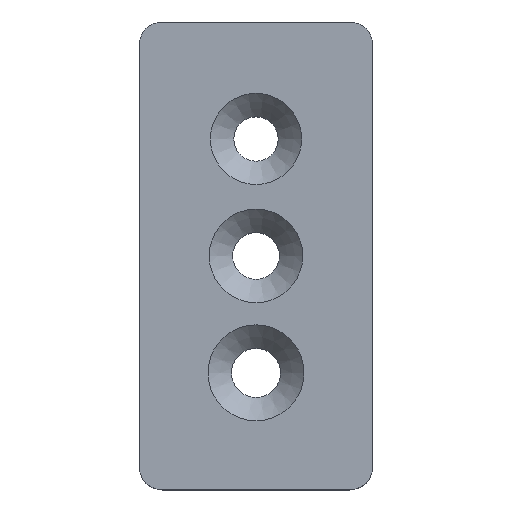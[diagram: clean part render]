
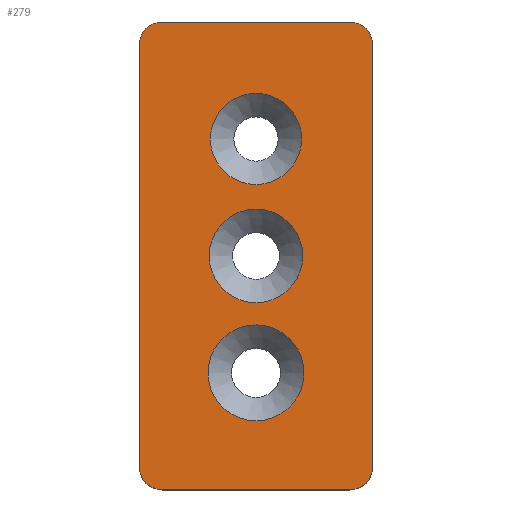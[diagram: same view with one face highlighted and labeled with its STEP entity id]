
A CAD part, top view. The second image highlights one B-rep face of the part: STEP entity #279.
In plain terms, the highlighted planar face has unit normal (0, 0, 1).
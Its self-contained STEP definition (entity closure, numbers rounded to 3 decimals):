
#22=FACE_BOUND('',#52,.T.);
#23=FACE_BOUND('',#53,.T.);
#24=FACE_BOUND('',#54,.T.);
#28=PLANE('',#311);
#35=FACE_OUTER_BOUND('',#51,.T.);
#51=EDGE_LOOP('',(#201,#202,#203,#204,#205,#206,#207,#208));
#52=EDGE_LOOP('',(#209));
#53=EDGE_LOOP('',(#210));
#54=EDGE_LOOP('',(#211));
#73=LINE('',#441,#95);
#74=LINE('',#445,#96);
#75=LINE('',#449,#97);
#76=LINE('',#453,#98);
#95=VECTOR('',#352,10.);
#96=VECTOR('',#355,10.);
#97=VECTOR('',#358,10.);
#98=VECTOR('',#361,10.);
#116=CIRCLE('',#309,0.975);
#118=CIRCLE('',#312,0.5);
#119=CIRCLE('',#313,0.5);
#120=CIRCLE('',#314,0.5);
#121=CIRCLE('',#315,0.5);
#122=CIRCLE('',#316,1.);
#123=CIRCLE('',#317,1.025);
#133=VERTEX_POINT('',#433);
#135=VERTEX_POINT('',#439);
#136=VERTEX_POINT('',#440);
#137=VERTEX_POINT('',#442);
#138=VERTEX_POINT('',#444);
#139=VERTEX_POINT('',#446);
#140=VERTEX_POINT('',#448);
#141=VERTEX_POINT('',#450);
#142=VERTEX_POINT('',#452);
#143=VERTEX_POINT('',#455);
#144=VERTEX_POINT('',#457);
#158=EDGE_CURVE('',#133,#133,#116,.T.);
#161=EDGE_CURVE('',#135,#136,#73,.T.);
#162=EDGE_CURVE('',#136,#137,#118,.T.);
#163=EDGE_CURVE('',#137,#138,#74,.T.);
#164=EDGE_CURVE('',#138,#139,#119,.T.);
#165=EDGE_CURVE('',#139,#140,#75,.T.);
#166=EDGE_CURVE('',#140,#141,#120,.T.);
#167=EDGE_CURVE('',#141,#142,#76,.T.);
#168=EDGE_CURVE('',#142,#135,#121,.T.);
#169=EDGE_CURVE('',#143,#143,#122,.T.);
#170=EDGE_CURVE('',#144,#144,#123,.T.);
#201=ORIENTED_EDGE('',*,*,#161,.T.);
#202=ORIENTED_EDGE('',*,*,#162,.T.);
#203=ORIENTED_EDGE('',*,*,#163,.T.);
#204=ORIENTED_EDGE('',*,*,#164,.T.);
#205=ORIENTED_EDGE('',*,*,#165,.T.);
#206=ORIENTED_EDGE('',*,*,#166,.T.);
#207=ORIENTED_EDGE('',*,*,#167,.T.);
#208=ORIENTED_EDGE('',*,*,#168,.T.);
#209=ORIENTED_EDGE('',*,*,#169,.F.);
#210=ORIENTED_EDGE('',*,*,#170,.F.);
#211=ORIENTED_EDGE('',*,*,#158,.F.);
#279=ADVANCED_FACE('',(#35,#22,#23,#24),#28,.T.);
#309=AXIS2_PLACEMENT_3D('',#434,#345,#346);
#311=AXIS2_PLACEMENT_3D('',#438,#350,#351);
#312=AXIS2_PLACEMENT_3D('',#443,#353,#354);
#313=AXIS2_PLACEMENT_3D('',#447,#356,#357);
#314=AXIS2_PLACEMENT_3D('',#451,#359,#360);
#315=AXIS2_PLACEMENT_3D('',#454,#362,#363);
#316=AXIS2_PLACEMENT_3D('',#456,#364,#365);
#317=AXIS2_PLACEMENT_3D('',#458,#366,#367);
#345=DIRECTION('center_axis',(0.,0.,1.));
#346=DIRECTION('ref_axis',(-1.,0.,0.));
#350=DIRECTION('center_axis',(0.,0.,1.));
#351=DIRECTION('ref_axis',(-1.,0.,0.));
#352=DIRECTION('',(0.,1.,0.));
#353=DIRECTION('center_axis',(0.,0.,1.));
#354=DIRECTION('ref_axis',(1.,0.,0.));
#355=DIRECTION('',(-1.,0.,0.));
#356=DIRECTION('center_axis',(0.,0.,1.));
#357=DIRECTION('ref_axis',(0.,1.,0.));
#358=DIRECTION('',(0.,-1.,0.));
#359=DIRECTION('center_axis',(0.,0.,1.));
#360=DIRECTION('ref_axis',(-1.,0.,0.));
#361=DIRECTION('',(1.,0.,0.));
#362=DIRECTION('center_axis',(0.,0.,1.));
#363=DIRECTION('ref_axis',(0.,-1.,0.));
#364=DIRECTION('center_axis',(0.,0.,1.));
#365=DIRECTION('ref_axis',(-1.,0.,0.));
#366=DIRECTION('center_axis',(0.,0.,1.));
#367=DIRECTION('ref_axis',(-1.,0.,0.));
#433=CARTESIAN_POINT('',(0.975,2.5,10.3));
#434=CARTESIAN_POINT('Origin',(0.,2.5,10.3));
#438=CARTESIAN_POINT('Origin',(0.,0.,10.3));
#439=CARTESIAN_POINT('',(2.5,-4.5,10.3));
#440=CARTESIAN_POINT('',(2.5,4.5,10.3));
#441=CARTESIAN_POINT('',(2.5,-4.5,10.3));
#442=CARTESIAN_POINT('',(2.,5.,10.3));
#443=CARTESIAN_POINT('Origin',(2.,4.5,10.3));
#444=CARTESIAN_POINT('',(-2.,5.,10.3));
#445=CARTESIAN_POINT('',(2.,5.,10.3));
#446=CARTESIAN_POINT('',(-2.5,4.5,10.3));
#447=CARTESIAN_POINT('Origin',(-2.,4.5,10.3));
#448=CARTESIAN_POINT('',(-2.5,-4.5,10.3));
#449=CARTESIAN_POINT('',(-2.5,4.5,10.3));
#450=CARTESIAN_POINT('',(-2.,-5.,10.3));
#451=CARTESIAN_POINT('Origin',(-2.,-4.5,10.3));
#452=CARTESIAN_POINT('',(2.,-5.,10.3));
#453=CARTESIAN_POINT('',(-2.,-5.,10.3));
#454=CARTESIAN_POINT('Origin',(2.,-4.5,10.3));
#455=CARTESIAN_POINT('',(1.,0.,10.3));
#456=CARTESIAN_POINT('Origin',(0.,0.,10.3));
#457=CARTESIAN_POINT('',(1.025,-2.5,10.3));
#458=CARTESIAN_POINT('Origin',(0.,-2.5,10.3));
